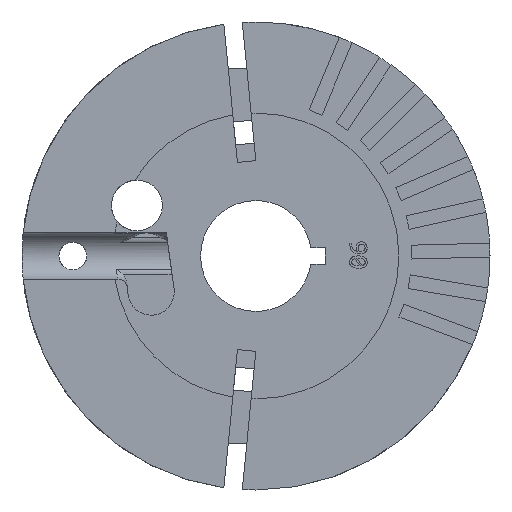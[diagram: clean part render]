
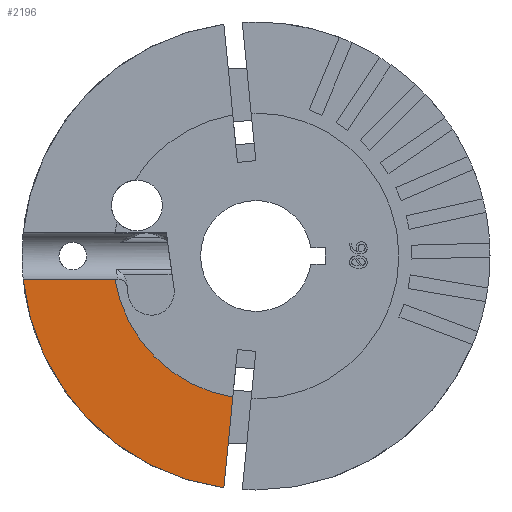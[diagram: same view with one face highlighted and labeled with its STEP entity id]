
A CAD part, left-side view. The second image highlights one B-rep face of the part: STEP entity #2196.
In plain terms, the highlighted planar face has unit normal (-1, 0, 0).
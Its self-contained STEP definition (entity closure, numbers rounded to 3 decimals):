
#105 = ORIENTED_EDGE ( 'NONE', *, *, #3738, .T. ) ;
#159 = DIRECTION ( 'NONE',  ( 0., 0., 1. ) ) ;
#160 = EDGE_CURVE ( 'NONE', #329, #6972, #4083, .T. ) ;
#177 = CARTESIAN_POINT ( 'NONE',  ( 1.6, 15.272, -2.5 ) ) ;
#329 = VERTEX_POINT ( 'NONE', #177 ) ;
#461 = VECTOR ( 'NONE', #4926, 1000. ) ;
#527 = ORIENTED_EDGE ( 'NONE', *, *, #160, .F. ) ;
#699 = PLANE ( 'NONE',  #6315 ) ;
#772 = CARTESIAN_POINT ( 'NONE',  ( 1.6, 0., 0. ) ) ;
#825 = ORIENTED_EDGE ( 'NONE', *, *, #5753, .T. ) ;
#1005 = ORIENTED_EDGE ( 'NONE', *, *, #2104, .T. ) ;
#1452 = LINE ( 'NONE', #2641, #461 ) ;
#2104 = EDGE_CURVE ( 'NONE', #329, #5964, #3467, .T. ) ;
#2196 = ADVANCED_FACE ( 'NONE', ( #6381 ), #699, .T. ) ;
#2271 = CARTESIAN_POINT ( 'NONE',  ( 1.6, 0., 0. ) ) ;
#2641 = CARTESIAN_POINT ( 'NONE',  ( 1.6, 0.995, 0.098 ) ) ;
#2792 = DIRECTION ( 'NONE',  ( -1., 0., 0. ) ) ;
#2978 = DIRECTION ( 'NONE',  ( 0., 0., 1. ) ) ;
#3467 = LINE ( 'NONE', #4558, #6550 ) ;
#3469 = DIRECTION ( 'NONE',  ( 0., 0., 1. ) ) ;
#3617 = DIRECTION ( 'NONE',  ( -1., 0., 0. ) ) ;
#3738 = EDGE_CURVE ( 'NONE', #5964, #6924, #5265, .T. ) ;
#3887 = DIRECTION ( 'NONE',  ( 0., 1., 0. ) ) ;
#4083 = CIRCLE ( 'NONE', #6231, 15.475 ) ;
#4091 = CARTESIAN_POINT ( 'NONE',  ( 1.6, 0., 0. ) ) ;
#4558 = CARTESIAN_POINT ( 'NONE',  ( 1.6, 2.597, -2.5 ) ) ;
#4926 = DIRECTION ( 'NONE',  ( 0., -0.098, 0.995 ) ) ;
#5265 = CIRCLE ( 'NONE', #5280, 25.325 ) ;
#5280 = AXIS2_PLACEMENT_3D ( 'NONE', #4091, #7001, #159 ) ;
#5282 = CARTESIAN_POINT ( 'NONE',  ( 1.6, 25.201, -2.5 ) ) ;
#5333 = CARTESIAN_POINT ( 'NONE',  ( 1.6, 2.512, -15.27 ) ) ;
#5369 = CARTESIAN_POINT ( 'NONE',  ( 1.6, 3.481, -25.085 ) ) ;
#5753 = EDGE_CURVE ( 'NONE', #6924, #6972, #1452, .T. ) ;
#5856 = EDGE_LOOP ( 'NONE', ( #105, #825, #527, #1005 ) ) ;
#5964 = VERTEX_POINT ( 'NONE', #5282 ) ;
#6231 = AXIS2_PLACEMENT_3D ( 'NONE', #2271, #2792, #3469 ) ;
#6315 = AXIS2_PLACEMENT_3D ( 'NONE', #772, #3617, #2978 ) ;
#6381 = FACE_OUTER_BOUND ( 'NONE', #5856, .T. ) ;
#6550 = VECTOR ( 'NONE', #3887, 1000. ) ;
#6924 = VERTEX_POINT ( 'NONE', #5369 ) ;
#6972 = VERTEX_POINT ( 'NONE', #5333 ) ;
#7001 = DIRECTION ( 'NONE',  ( -1., 0., 0. ) ) ;
